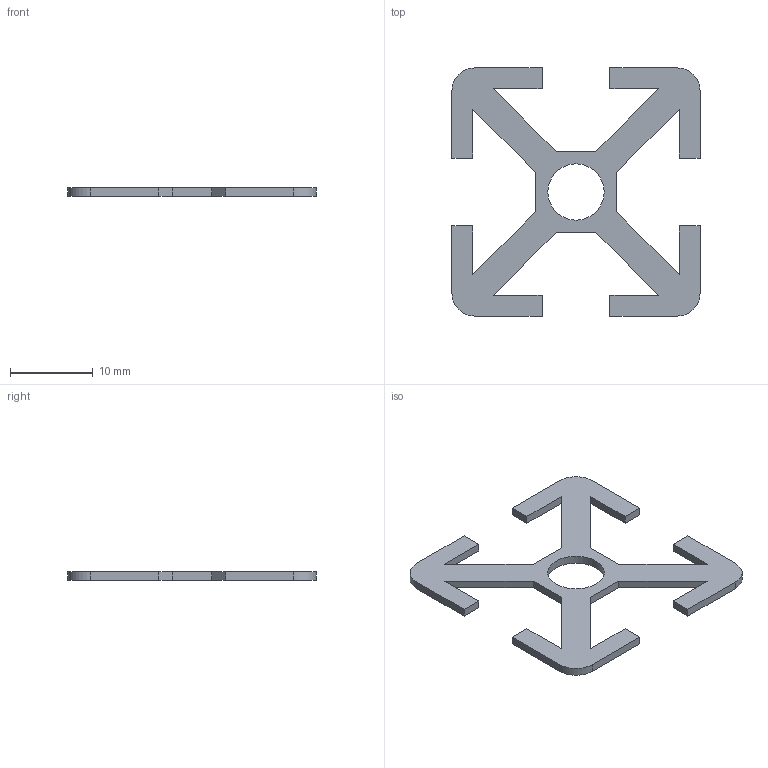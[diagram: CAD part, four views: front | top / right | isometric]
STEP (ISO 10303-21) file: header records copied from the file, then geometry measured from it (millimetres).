
FILE_DESCRIPTION((''),'2;1');
FILE_NAME('SP150_extern.ipt.step','2007-09-10T15:09:09',(''),(''),'Autodesk Inventor 11','Autodesk Inventor 11','');
FILE_SCHEMA(('AUTOMOTIVE_DESIGN { 1 0 10303 214 1 1 1 1 }'));
Length unit declared in the file: millimetre
Products named in the file (1): SP150_extern
Bounding box: 30 x 30 x 1 mm (x, y, z)
Volume: 398.2 mm3; surface area: 1072.7 mm2
Topology: 1 solids, 1 shells, 43 faces, 124 edges, 83 vertices
Faces by surface type: plane 38, cylinder 4, bspline 1
Entity records: 1422 total; most frequent: CARTESIAN_POINT 265, ORIENTED_EDGE 244, DIRECTION 218, EDGE_CURVE 122, VECTOR 112, LINE 112, VERTEX_POINT 82, AXIS2_PLACEMENT_3D 53
